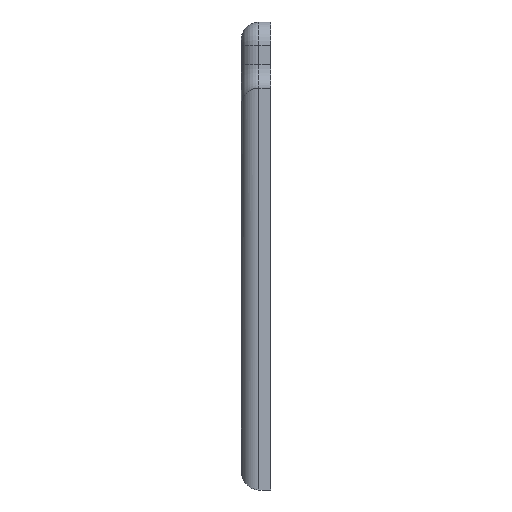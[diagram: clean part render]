
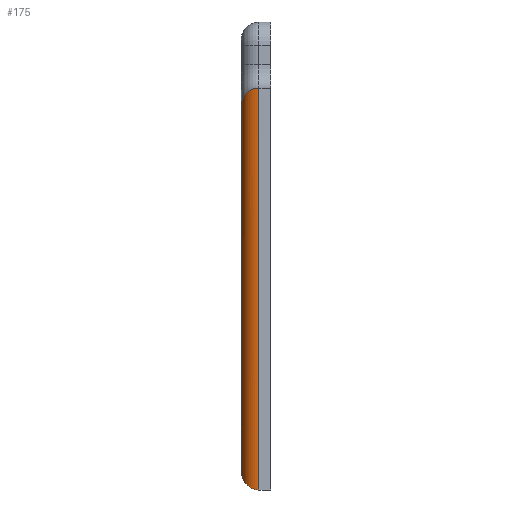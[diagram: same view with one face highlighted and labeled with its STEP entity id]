
A CAD part, left-side view. The second image highlights one B-rep face of the part: STEP entity #175.
In plain terms, the highlighted cylindrical face has radius 2.381 mm (diameter 4.763 mm), a partial arc.
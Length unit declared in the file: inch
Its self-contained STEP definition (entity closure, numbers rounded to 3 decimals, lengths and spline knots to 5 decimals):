
#3 = VERTEX_POINT ( 'NONE', #150 ) ;
#40 = CARTESIAN_POINT ( 'NONE',  ( -3.76452, 0.06373, 1.46491 ) ) ;
#52 = DIRECTION ( 'NONE',  ( 0., 0., 1. ) ) ;
#58 = CARTESIAN_POINT ( 'NONE',  ( -3.85827, 0.06373, 1.23558 ) ) ;
#59 = DIRECTION ( 'NONE',  ( 1., 0., 0. ) ) ;
#118 = CARTESIAN_POINT ( 'NONE',  ( -3.76452, 0.15748, 1.14183 ) ) ;
#124 = CARTESIAN_POINT ( 'NONE',  ( -3.76452, 0.15748, -0.81656 ) ) ;
#150 = CARTESIAN_POINT ( 'NONE',  ( -3.85827, 0.06373, -0.91811 ) ) ;
#157 = VERTEX_POINT ( 'NONE', #118 ) ;
#159 = VERTEX_POINT ( 'NONE', #124 ) ;
#169 = VERTEX_POINT ( 'NONE', #58 ) ;
#175 = ADVANCED_FACE ( 'NONE', ( #1036 ), #1190, .T. ) ;
#239 = EDGE_CURVE ( 'NONE', #159, #157, #1113, .T. ) ;
#290 = EDGE_CURVE ( 'NONE', #169, #157, #1241, .T. ) ;
#347 = EDGE_CURVE ( 'NONE', #3, #159, #1242, .T. ) ;
#361 = EDGE_CURVE ( 'NONE', #169, #3, #1070, .T. ) ;
#379 = AXIS2_PLACEMENT_3D ( 'NONE', #40, #52, #59 ) ;
#512 = CARTESIAN_POINT ( 'NONE',  ( -3.81944, 0.15748, 1.19675 ) ) ;
#513 = CARTESIAN_POINT ( 'NONE',  ( -3.76452, 0.15748, 1.14183 ) ) ;
#532 = CARTESIAN_POINT ( 'NONE',  ( -3.85827, 0.06373, 1.23558 ) ) ;
#533 = CARTESIAN_POINT ( 'NONE',  ( -3.85827, 0.11865, 1.23558 ) ) ;
#555 = CARTESIAN_POINT ( 'NONE',  ( -3.85827, 0.06373, -0.91811 ) ) ;
#568 = DIRECTION ( 'NONE',  ( 0., 0., -1. ) ) ;
#591 = CARTESIAN_POINT ( 'NONE',  ( -3.85827, 0.06373, -0.91811 ) ) ;
#600 = CARTESIAN_POINT ( 'NONE',  ( -3.76452, 0.15748, -0.81656 ) ) ;
#690 = CARTESIAN_POINT ( 'NONE',  ( -3.85827, 0.11865, -0.91811 ) ) ;
#693 = CARTESIAN_POINT ( 'NONE',  ( -3.81944, 0.15748, -0.87605 ) ) ;
#732 = ORIENTED_EDGE ( 'NONE', *, *, #347, .F. ) ;
#817 = ORIENTED_EDGE ( 'NONE', *, *, #239, .F. ) ;
#843 = ORIENTED_EDGE ( 'NONE', *, *, #290, .T. ) ;
#881 = EDGE_LOOP ( 'NONE', ( #843, #817, #732, #896 ) ) ;
#896 = ORIENTED_EDGE ( 'NONE', *, *, #361, .F. ) ;
#1036 = FACE_OUTER_BOUND ( 'NONE', #881, .T. ) ;
#1070 = LINE ( 'NONE', #591, #1099 ) ;
#1099 = VECTOR ( 'NONE', #568, 39.37008 ) ;
#1113 = LINE ( 'NONE', #1226, #1123 ) ;
#1123 = VECTOR ( 'NONE', #1225, 39.37008 ) ;
#1190 = CYLINDRICAL_SURFACE ( 'NONE', #379, 0.09375 ) ;
#1225 = DIRECTION ( 'NONE',  ( 0., 0., 1. ) ) ;
#1226 = CARTESIAN_POINT ( 'NONE',  ( -3.76452, 0.15748, 1.46491 ) ) ;
#1241 =( BOUNDED_CURVE ( )  B_SPLINE_CURVE ( 3, ( #532, #533, #512, #513 ),
 .UNSPECIFIED., .F., .T. ) 
 B_SPLINE_CURVE_WITH_KNOTS ( ( 4, 4 ),
 ( 3.14159, 4.71239 ),
 .UNSPECIFIED. ) 
 CURVE ( )  GEOMETRIC_REPRESENTATION_ITEM ( )  RATIONAL_B_SPLINE_CURVE ( ( 1., 0.805, 0.805, 1. ) ) 
 REPRESENTATION_ITEM ( '' )  );
#1242 =( BOUNDED_CURVE ( )  B_SPLINE_CURVE ( 3, ( #555, #690, #693, #600 ),
 .UNSPECIFIED., .F., .T. ) 
 B_SPLINE_CURVE_WITH_KNOTS ( ( 4, 4 ),
 ( 0., 1.5708 ),
 .UNSPECIFIED. ) 
 CURVE ( )  GEOMETRIC_REPRESENTATION_ITEM ( )  RATIONAL_B_SPLINE_CURVE ( ( 1., 0.805, 0.805, 1. ) ) 
 REPRESENTATION_ITEM ( '' )  );
